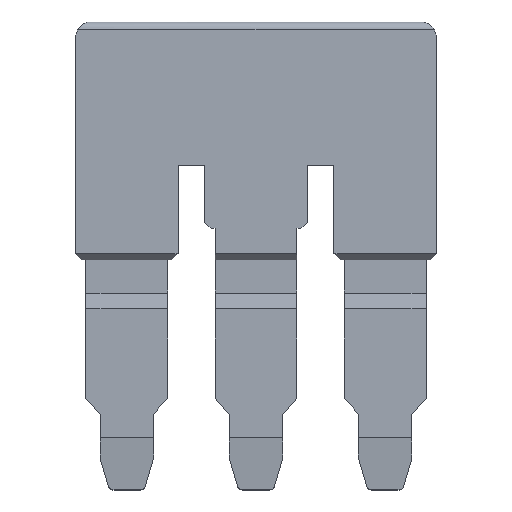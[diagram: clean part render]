
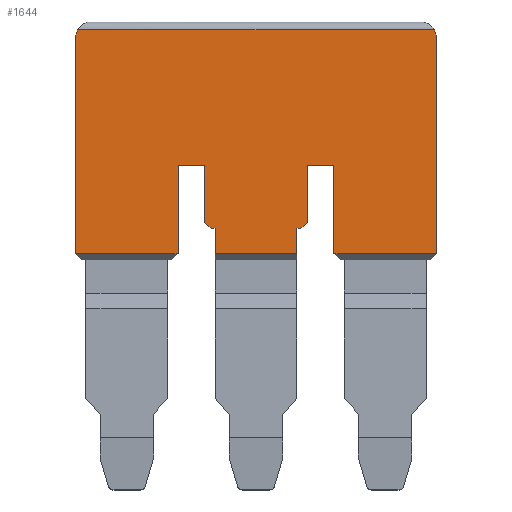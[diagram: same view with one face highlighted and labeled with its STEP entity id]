
A CAD part, top view. The second image highlights one B-rep face of the part: STEP entity #1644.
In plain terms, the highlighted planar face has unit normal (0, 0, 1).
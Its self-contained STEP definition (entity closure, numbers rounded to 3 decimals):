
#155=DIRECTION('',(1.,0.,0.));
#156=VECTOR('',#155,6.5);
#157=CARTESIAN_POINT('',(-11.45,0.15,1.5));
#158=LINE('',#157,#156);
#159=DIRECTION('',(0.,-1.,0.));
#160=VECTOR('',#159,13.7);
#161=CARTESIAN_POINT('',(-11.45,13.85,1.5));
#162=LINE('',#161,#160);
#163=CARTESIAN_POINT('',(-10.45,13.85,1.5));
#164=DIRECTION('',(0.,0.,1.));
#165=DIRECTION('',(-0.866,0.5,0.));
#166=AXIS2_PLACEMENT_3D('',#163,#164,#165);
#168=DIRECTION('',(1.,0.,0.));
#169=VECTOR('',#168,22.632);
#170=CARTESIAN_POINT('',(-11.316,14.35,1.5));
#171=LINE('',#170,#169);
#172=CARTESIAN_POINT('',(10.45,13.85,1.5));
#173=DIRECTION('',(0.,0.,1.));
#174=DIRECTION('',(1.,0.,0.));
#175=AXIS2_PLACEMENT_3D('',#172,#173,#174);
#177=DIRECTION('',(0.,1.,0.));
#178=VECTOR('',#177,13.7);
#179=CARTESIAN_POINT('',(11.45,0.15,1.5));
#180=LINE('',#179,#178);
#181=DIRECTION('',(1.,0.,0.));
#182=VECTOR('',#181,6.5);
#183=CARTESIAN_POINT('',(4.95,0.15,1.5));
#184=LINE('',#183,#182);
#185=DIRECTION('',(0.,-1.,0.));
#186=VECTOR('',#185,5.6);
#187=CARTESIAN_POINT('',(4.95,5.75,1.5));
#188=LINE('',#187,#186);
#189=DIRECTION('',(1.,0.,0.));
#190=VECTOR('',#189,1.7);
#191=CARTESIAN_POINT('',(3.25,5.75,1.5));
#192=LINE('',#191,#190);
#193=DIRECTION('',(0.,1.,0.));
#194=VECTOR('',#193,3.6);
#195=CARTESIAN_POINT('',(3.25,2.15,1.5));
#196=LINE('',#195,#194);
#197=DIRECTION('',(0.707,0.707,0.));
#198=VECTOR('',#197,0.566);
#199=CARTESIAN_POINT('',(2.85,1.75,1.5));
#200=LINE('',#199,#198);
#201=DIRECTION('',(1.,0.,0.));
#202=VECTOR('',#201,0.25);
#203=CARTESIAN_POINT('',(2.6,1.75,1.5));
#204=LINE('',#203,#202);
#205=DIRECTION('',(0.,1.,0.));
#206=VECTOR('',#205,1.6);
#207=CARTESIAN_POINT('',(2.6,0.15,1.5));
#208=LINE('',#207,#206);
#209=DIRECTION('',(1.,0.,0.));
#210=VECTOR('',#209,5.2);
#211=CARTESIAN_POINT('',(-2.6,0.15,1.5));
#212=LINE('',#211,#210);
#213=DIRECTION('',(0.,-1.,0.));
#214=VECTOR('',#213,1.6);
#215=CARTESIAN_POINT('',(-2.6,1.75,1.5));
#216=LINE('',#215,#214);
#217=DIRECTION('',(1.,0.,0.));
#218=VECTOR('',#217,0.25);
#219=CARTESIAN_POINT('',(-2.85,1.75,1.5));
#220=LINE('',#219,#218);
#221=DIRECTION('',(0.707,-0.707,0.));
#222=VECTOR('',#221,0.566);
#223=CARTESIAN_POINT('',(-3.25,2.15,1.5));
#224=LINE('',#223,#222);
#225=DIRECTION('',(0.,-1.,0.));
#226=VECTOR('',#225,3.6);
#227=CARTESIAN_POINT('',(-3.25,5.75,1.5));
#228=LINE('',#227,#226);
#229=DIRECTION('',(1.,0.,0.));
#230=VECTOR('',#229,1.7);
#231=CARTESIAN_POINT('',(-4.95,5.75,1.5));
#232=LINE('',#231,#230);
#233=DIRECTION('',(0.,1.,0.));
#234=VECTOR('',#233,5.6);
#235=CARTESIAN_POINT('',(-4.95,0.15,1.5));
#236=LINE('',#235,#234);
#1169=CARTESIAN_POINT('',(-4.95,5.75,1.5));
#1170=CARTESIAN_POINT('',(-3.25,5.75,1.5));
#1171=VERTEX_POINT('',#1169);
#1172=VERTEX_POINT('',#1170);
#1173=CARTESIAN_POINT('',(-3.25,2.15,1.5));
#1174=VERTEX_POINT('',#1173);
#1175=CARTESIAN_POINT('',(-2.85,1.75,1.5));
#1176=VERTEX_POINT('',#1175);
#1177=CARTESIAN_POINT('',(-2.6,1.75,1.5));
#1178=VERTEX_POINT('',#1177);
#1179=CARTESIAN_POINT('',(2.6,1.75,1.5));
#1180=CARTESIAN_POINT('',(2.85,1.75,1.5));
#1181=VERTEX_POINT('',#1179);
#1182=VERTEX_POINT('',#1180);
#1183=CARTESIAN_POINT('',(3.25,2.15,1.5));
#1184=VERTEX_POINT('',#1183);
#1185=CARTESIAN_POINT('',(3.25,5.75,1.5));
#1186=VERTEX_POINT('',#1185);
#1187=CARTESIAN_POINT('',(4.95,5.75,1.5));
#1188=VERTEX_POINT('',#1187);
#1190=CARTESIAN_POINT('',(11.45,13.85,1.5));
#1192=VERTEX_POINT('',#1190);
#1194=CARTESIAN_POINT('',(-11.45,13.85,1.5));
#1196=VERTEX_POINT('',#1194);
#1213=CARTESIAN_POINT('',(-11.45,0.15,1.5));
#1214=CARTESIAN_POINT('',(-4.95,0.15,1.5));
#1215=VERTEX_POINT('',#1213);
#1216=VERTEX_POINT('',#1214);
#1217=CARTESIAN_POINT('',(-2.6,0.15,1.5));
#1218=CARTESIAN_POINT('',(2.6,0.15,1.5));
#1219=VERTEX_POINT('',#1217);
#1220=VERTEX_POINT('',#1218);
#1221=CARTESIAN_POINT('',(4.95,0.15,1.5));
#1222=CARTESIAN_POINT('',(11.45,0.15,1.5));
#1223=VERTEX_POINT('',#1221);
#1224=VERTEX_POINT('',#1222);
#1225=CARTESIAN_POINT('',(-11.316,14.35,1.5));
#1226=CARTESIAN_POINT('',(11.316,14.35,1.5));
#1227=VERTEX_POINT('',#1225);
#1228=VERTEX_POINT('',#1226);
#1600=CARTESIAN_POINT('',(0.,0.,1.5));
#1601=DIRECTION('',(0.,0.,1.));
#1602=DIRECTION('',(1.,0.,0.));
#1603=AXIS2_PLACEMENT_3D('',#1600,#1601,#1602);
#1604=PLANE('',#1603);
#1606=ORIENTED_EDGE('',*,*,#1605,.F.);
#1608=ORIENTED_EDGE('',*,*,#1607,.F.);
#1609=ORIENTED_EDGE('',*,*,#1589,.F.);
#1610=ORIENTED_EDGE('',*,*,#1578,.T.);
#1611=ORIENTED_EDGE('',*,*,#1563,.F.);
#1613=ORIENTED_EDGE('',*,*,#1612,.F.);
#1615=ORIENTED_EDGE('',*,*,#1614,.F.);
#1617=ORIENTED_EDGE('',*,*,#1616,.F.);
#1619=ORIENTED_EDGE('',*,*,#1618,.F.);
#1621=ORIENTED_EDGE('',*,*,#1620,.F.);
#1623=ORIENTED_EDGE('',*,*,#1622,.F.);
#1625=ORIENTED_EDGE('',*,*,#1624,.F.);
#1627=ORIENTED_EDGE('',*,*,#1626,.F.);
#1629=ORIENTED_EDGE('',*,*,#1628,.F.);
#1631=ORIENTED_EDGE('',*,*,#1630,.F.);
#1633=ORIENTED_EDGE('',*,*,#1632,.F.);
#1635=ORIENTED_EDGE('',*,*,#1634,.F.);
#1637=ORIENTED_EDGE('',*,*,#1636,.F.);
#1639=ORIENTED_EDGE('',*,*,#1638,.F.);
#1641=ORIENTED_EDGE('',*,*,#1640,.F.);
#1642=EDGE_LOOP('',(#1606,#1608,#1609,#1610,#1611,#1613,#1615,#1617,#1619,#1621,
#1623,#1625,#1627,#1629,#1631,#1633,#1635,#1637,#1639,#1641));
#1643=FACE_OUTER_BOUND('',#1642,.F.);
#167=CIRCLE('',#166,1.);
#176=CIRCLE('',#175,1.);
#1563=EDGE_CURVE('',#1192,#1228,#176,.T.);
#1578=EDGE_CURVE('',#1227,#1228,#171,.T.);
#1589=EDGE_CURVE('',#1227,#1196,#167,.T.);
#1605=EDGE_CURVE('',#1215,#1216,#158,.T.);
#1607=EDGE_CURVE('',#1196,#1215,#162,.T.);
#1612=EDGE_CURVE('',#1224,#1192,#180,.T.);
#1614=EDGE_CURVE('',#1223,#1224,#184,.T.);
#1616=EDGE_CURVE('',#1188,#1223,#188,.T.);
#1618=EDGE_CURVE('',#1186,#1188,#192,.T.);
#1620=EDGE_CURVE('',#1184,#1186,#196,.T.);
#1622=EDGE_CURVE('',#1182,#1184,#200,.T.);
#1624=EDGE_CURVE('',#1181,#1182,#204,.T.);
#1626=EDGE_CURVE('',#1220,#1181,#208,.T.);
#1628=EDGE_CURVE('',#1219,#1220,#212,.T.);
#1630=EDGE_CURVE('',#1178,#1219,#216,.T.);
#1632=EDGE_CURVE('',#1176,#1178,#220,.T.);
#1634=EDGE_CURVE('',#1174,#1176,#224,.T.);
#1636=EDGE_CURVE('',#1172,#1174,#228,.T.);
#1638=EDGE_CURVE('',#1171,#1172,#232,.T.);
#1640=EDGE_CURVE('',#1216,#1171,#236,.T.);
#1644=ADVANCED_FACE('',(#1643),#1604,.T.);
